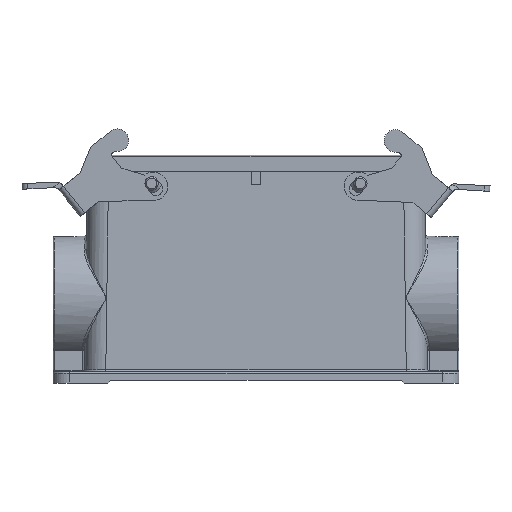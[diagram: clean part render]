
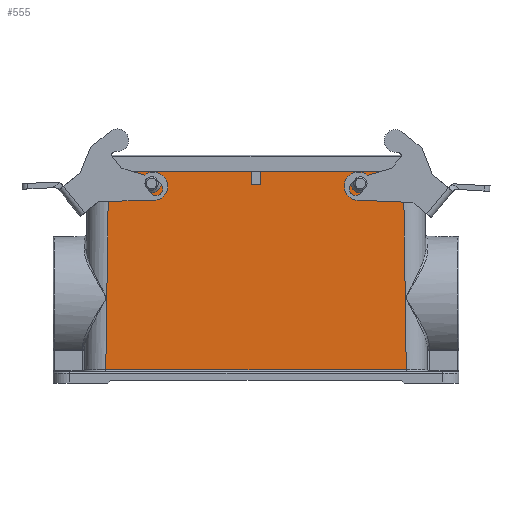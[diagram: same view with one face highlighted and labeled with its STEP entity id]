
A CAD part, front view. The second image highlights one B-rep face of the part: STEP entity #555.
In plain terms, the highlighted planar face has unit normal (0, -1, 0.011).
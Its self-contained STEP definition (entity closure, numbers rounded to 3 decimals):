
#412=CARTESIAN_POINT('',(0.,-22.3,-65.25));
#413=DIRECTION('',(0.,-1.,0.011));
#414=DIRECTION('',(0.0,-0.011,-1.));
#415=AXIS2_PLACEMENT_3D('',#412,#413,#414);
#416=PLANE('',#415);
#417=CARTESIAN_POINT('',(-1.6,-21.5,5.7));
#418=VERTEX_POINT('',#417);
#419=CARTESIAN_POINT('',(-1.6,-21.553,1.015));
#420=VERTEX_POINT('',#419);
#421=CARTESIAN_POINT('',(-1.6,-21.5,5.7));
#422=DIRECTION('',(0.0,-0.011,-1.));
#423=VECTOR('',#422,4.686);
#424=LINE('',#421,#423);
#425=EDGE_CURVE('',#418,#420,#424,.T.);
#426=ORIENTED_EDGE('',*,*,#425,.F.);
#427=CARTESIAN_POINT('',(-52.3,-21.5,5.7));
#428=VERTEX_POINT('',#427);
#429=CARTESIAN_POINT('',(-52.3,-21.5,5.7));
#430=DIRECTION('',(1.0,0.0,0.0));
#431=VECTOR('',#430,50.7);
#432=LINE('',#429,#431);
#433=EDGE_CURVE('',#428,#418,#432,.T.);
#434=ORIENTED_EDGE('',*,*,#433,.F.);
#435=CARTESIAN_POINT('',(-53.289,-22.291,-64.459));
#436=VERTEX_POINT('',#435);
#437=CARTESIAN_POINT('',(-52.3,-21.5,5.7));
#438=DIRECTION('',(-0.014,-0.011,-1.));
#439=VECTOR('',#438,70.17);
#440=LINE('',#437,#439);
#441=EDGE_CURVE('',#428,#436,#440,.T.);
#442=ORIENTED_EDGE('',*,*,#441,.T.);
#443=CARTESIAN_POINT('',(53.289,-22.291,-64.459));
#444=VERTEX_POINT('',#443);
#445=CARTESIAN_POINT('',(-53.289,-22.291,-64.459));
#446=DIRECTION('',(1.0,0.0,0.0));
#447=VECTOR('',#446,106.579);
#448=LINE('',#445,#447);
#449=EDGE_CURVE('',#436,#444,#448,.T.);
#450=ORIENTED_EDGE('',*,*,#449,.T.);
#451=CARTESIAN_POINT('',(52.3,-21.5,5.7));
#452=VERTEX_POINT('',#451);
#453=CARTESIAN_POINT('',(53.289,-22.291,-64.459));
#454=DIRECTION('',(-0.014,0.011,1.));
#455=VECTOR('',#454,70.17);
#456=LINE('',#453,#455);
#457=EDGE_CURVE('',#444,#452,#456,.T.);
#458=ORIENTED_EDGE('',*,*,#457,.T.);
#459=CARTESIAN_POINT('',(1.6,-21.5,5.7));
#460=VERTEX_POINT('',#459);
#461=CARTESIAN_POINT('',(1.6,-21.5,5.7));
#462=DIRECTION('',(1.0,0.0,0.0));
#463=VECTOR('',#462,50.7);
#464=LINE('',#461,#463);
#465=EDGE_CURVE('',#460,#452,#464,.T.);
#466=ORIENTED_EDGE('',*,*,#465,.F.);
#467=CARTESIAN_POINT('',(1.6,-21.553,1.015));
#468=VERTEX_POINT('',#467);
#469=CARTESIAN_POINT('',(1.6,-21.553,1.015));
#470=DIRECTION('',(0.,0.011,1.));
#471=VECTOR('',#470,4.686);
#472=LINE('',#469,#471);
#473=EDGE_CURVE('',#468,#460,#472,.T.);
#474=ORIENTED_EDGE('',*,*,#473,.F.);
#475=CARTESIAN_POINT('',(-1.6,-21.553,1.015));
#476=DIRECTION('',(1.0,0.0,0.0));
#477=VECTOR('',#476,3.2);
#478=LINE('',#475,#477);
#479=EDGE_CURVE('',#420,#468,#478,.T.);
#480=ORIENTED_EDGE('',*,*,#479,.F.);
#481=EDGE_LOOP('',(#426,#434,#442,#450,#458,#466,#474,#480));
#482=FACE_OUTER_BOUND('',#481,.T.);
#483=CARTESIAN_POINT('',(-40.362,-21.547,1.55));
#484=VERTEX_POINT('',#483);
#485=CARTESIAN_POINT('',(-33.638,-21.547,1.55));
#486=VERTEX_POINT('',#485);
#487=CARTESIAN_POINT('',(-37.0,-21.547,1.55));
#488=DIRECTION('',(0.,-1.,0.011));
#489=DIRECTION('',(0.,-0.011,-1.));
#490=AXIS2_PLACEMENT_3D('',#487,#488,#489);
#491=ELLIPSE('',#490,3.363,3.363);
#492=EDGE_CURVE('',#484,#486,#491,.T.);
#493=ORIENTED_EDGE('',*,*,#492,.F.);
#494=CARTESIAN_POINT('',(-38.462,-21.547,1.55));
#495=VERTEX_POINT('',#494);
#496=CARTESIAN_POINT('',(-38.462,-21.547,1.55));
#497=DIRECTION('',(-1.0,0.0,0.0));
#498=VECTOR('',#497,1.9);
#499=LINE('',#496,#498);
#500=EDGE_CURVE('',#495,#484,#499,.T.);
#501=ORIENTED_EDGE('',*,*,#500,.F.);
#502=CARTESIAN_POINT('',(-35.538,-21.547,1.55));
#503=VERTEX_POINT('',#502);
#504=CARTESIAN_POINT('',(-37.0,-21.547,1.55));
#505=DIRECTION('',(0.,1.,-0.011));
#506=DIRECTION('',(0.,-0.011,-1.));
#507=AXIS2_PLACEMENT_3D('',#504,#505,#506);
#508=ELLIPSE('',#507,1.463,1.463);
#509=EDGE_CURVE('',#495,#503,#508,.T.);
#510=ORIENTED_EDGE('',*,*,#509,.T.);
#511=CARTESIAN_POINT('',(-33.638,-21.547,1.55));
#512=DIRECTION('',(-1.0,0.0,0.0));
#513=VECTOR('',#512,1.9);
#514=LINE('',#511,#513);
#515=EDGE_CURVE('',#486,#503,#514,.T.);
#516=ORIENTED_EDGE('',*,*,#515,.F.);
#517=EDGE_LOOP('',(#493,#501,#510,#516));
#518=FACE_BOUND('',#517,.T.);
#519=CARTESIAN_POINT('',(33.638,-21.547,1.55));
#520=VERTEX_POINT('',#519);
#521=CARTESIAN_POINT('',(40.362,-21.547,1.55));
#522=VERTEX_POINT('',#521);
#523=CARTESIAN_POINT('',(37.0,-21.547,1.55));
#524=DIRECTION('',(0.,-1.,0.011));
#525=DIRECTION('',(0.,-0.011,-1.));
#526=AXIS2_PLACEMENT_3D('',#523,#524,#525);
#527=ELLIPSE('',#526,3.363,3.363);
#528=EDGE_CURVE('',#520,#522,#527,.T.);
#529=ORIENTED_EDGE('',*,*,#528,.F.);
#530=CARTESIAN_POINT('',(35.538,-21.547,1.55));
#531=VERTEX_POINT('',#530);
#532=CARTESIAN_POINT('',(35.538,-21.547,1.55));
#533=DIRECTION('',(-1.0,0.0,0.0));
#534=VECTOR('',#533,1.9);
#535=LINE('',#532,#534);
#536=EDGE_CURVE('',#531,#520,#535,.T.);
#537=ORIENTED_EDGE('',*,*,#536,.F.);
#538=CARTESIAN_POINT('',(38.462,-21.547,1.55));
#539=VERTEX_POINT('',#538);
#540=CARTESIAN_POINT('',(37.0,-21.547,1.55));
#541=DIRECTION('',(0.,1.,-0.011));
#542=DIRECTION('',(0.,-0.011,-1.));
#543=AXIS2_PLACEMENT_3D('',#540,#541,#542);
#544=ELLIPSE('',#543,1.463,1.463);
#545=EDGE_CURVE('',#531,#539,#544,.T.);
#546=ORIENTED_EDGE('',*,*,#545,.T.);
#547=CARTESIAN_POINT('',(40.362,-21.547,1.55));
#548=DIRECTION('',(-1.0,0.0,0.0));
#549=VECTOR('',#548,1.9);
#550=LINE('',#547,#549);
#551=EDGE_CURVE('',#522,#539,#550,.T.);
#552=ORIENTED_EDGE('',*,*,#551,.F.);
#553=EDGE_LOOP('',(#529,#537,#546,#552));
#554=FACE_BOUND('',#553,.T.);
#555=ADVANCED_FACE('',(#482,#518,#554),#416,.T.);
